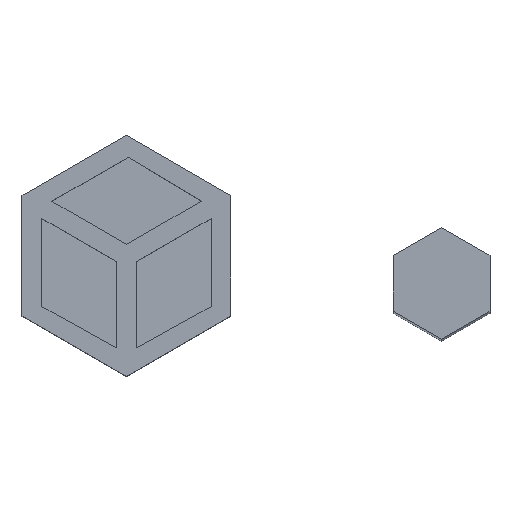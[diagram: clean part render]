
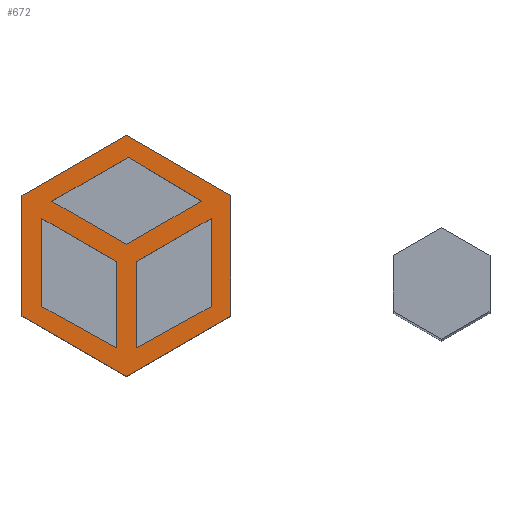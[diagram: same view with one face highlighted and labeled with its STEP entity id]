
A CAD part, top view. The second image highlights one B-rep face of the part: STEP entity #672.
In plain terms, the highlighted planar face has unit normal (0, 0, 1).
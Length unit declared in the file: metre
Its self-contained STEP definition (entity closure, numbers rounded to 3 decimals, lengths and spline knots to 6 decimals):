
#94=ORIENTED_EDGE('',*,*,#240,.F.);
#95=ORIENTED_EDGE('',*,*,#244,.T.);
#96=ORIENTED_EDGE('',*,*,#247,.F.);
#97=ORIENTED_EDGE('',*,*,#253,.F.);
#98=ORIENTED_EDGE('',*,*,#230,.F.);
#99=ORIENTED_EDGE('',*,*,#234,.T.);
#100=ORIENTED_EDGE('',*,*,#237,.T.);
#101=ORIENTED_EDGE('',*,*,#251,.F.);
#102=ORIENTED_EDGE('',*,*,#220,.F.);
#103=ORIENTED_EDGE('',*,*,#224,.T.);
#104=ORIENTED_EDGE('',*,*,#227,.T.);
#105=ORIENTED_EDGE('',*,*,#249,.T.);
#106=ORIENTED_EDGE('',*,*,#204,.T.);
#107=ORIENTED_EDGE('',*,*,#208,.T.);
#108=ORIENTED_EDGE('',*,*,#211,.T.);
#109=ORIENTED_EDGE('',*,*,#214,.T.);
#110=ORIENTED_EDGE('',*,*,#217,.T.);
#111=ORIENTED_EDGE('',*,*,#255,.T.);
#204=EDGE_CURVE('',#295,#294,#354,.T.);
#208=EDGE_CURVE('',#294,#297,#358,.T.);
#211=EDGE_CURVE('',#297,#299,#361,.T.);
#214=EDGE_CURVE('',#299,#301,#364,.T.);
#217=EDGE_CURVE('',#301,#303,#367,.T.);
#220=EDGE_CURVE('',#306,#307,#370,.T.);
#224=EDGE_CURVE('',#306,#309,#374,.T.);
#227=EDGE_CURVE('',#309,#311,#377,.T.);
#230=EDGE_CURVE('',#314,#315,#380,.T.);
#234=EDGE_CURVE('',#314,#317,#384,.T.);
#237=EDGE_CURVE('',#317,#319,#387,.T.);
#240=EDGE_CURVE('',#322,#323,#390,.T.);
#244=EDGE_CURVE('',#322,#325,#394,.T.);
#247=EDGE_CURVE('',#327,#325,#397,.T.);
#249=EDGE_CURVE('',#311,#307,#399,.T.);
#251=EDGE_CURVE('',#315,#319,#401,.T.);
#253=EDGE_CURVE('',#323,#327,#403,.T.);
#255=EDGE_CURVE('',#303,#295,#405,.T.);
#294=VERTEX_POINT('',#932);
#295=VERTEX_POINT('',#934);
#297=VERTEX_POINT('',#940);
#299=VERTEX_POINT('',#946);
#301=VERTEX_POINT('',#952);
#303=VERTEX_POINT('',#958);
#306=VERTEX_POINT('',#965);
#307=VERTEX_POINT('',#967);
#309=VERTEX_POINT('',#973);
#311=VERTEX_POINT('',#979);
#314=VERTEX_POINT('',#986);
#315=VERTEX_POINT('',#988);
#317=VERTEX_POINT('',#994);
#319=VERTEX_POINT('',#1000);
#322=VERTEX_POINT('',#1007);
#323=VERTEX_POINT('',#1009);
#325=VERTEX_POINT('',#1015);
#327=VERTEX_POINT('',#1021);
#354=LINE('',#933,#444);
#358=LINE('',#941,#448);
#361=LINE('',#947,#451);
#364=LINE('',#953,#454);
#367=LINE('',#959,#457);
#370=LINE('',#966,#460);
#374=LINE('',#974,#464);
#377=LINE('',#980,#467);
#380=LINE('',#987,#470);
#384=LINE('',#995,#474);
#387=LINE('',#1001,#477);
#390=LINE('',#1008,#480);
#394=LINE('',#1016,#484);
#397=LINE('',#1022,#487);
#399=LINE('',#1025,#489);
#401=LINE('',#1028,#491);
#403=LINE('',#1031,#493);
#405=LINE('',#1034,#495);
#444=VECTOR('',#762,1.);
#448=VECTOR('',#768,1.);
#451=VECTOR('',#773,1.);
#454=VECTOR('',#778,1.);
#457=VECTOR('',#783,1.);
#460=VECTOR('',#788,1.);
#464=VECTOR('',#794,1.);
#467=VECTOR('',#799,1.);
#470=VECTOR('',#804,1.);
#474=VECTOR('',#810,1.);
#477=VECTOR('',#815,1.);
#480=VECTOR('',#820,1.);
#484=VECTOR('',#826,1.);
#487=VECTOR('',#831,1.);
#489=VECTOR('',#835,1.);
#491=VECTOR('',#839,1.);
#493=VECTOR('',#843,1.);
#495=VECTOR('',#847,1.);
#550=EDGE_LOOP('',(#94,#95,#96,#97));
#551=EDGE_LOOP('',(#98,#99,#100,#101));
#552=EDGE_LOOP('',(#102,#103,#104,#105));
#553=EDGE_LOOP('',(#106,#107,#108,#109,#110,#111));
#592=FACE_BOUND('',#550,.T.);
#593=FACE_BOUND('',#551,.T.);
#594=FACE_BOUND('',#552,.T.);
#595=FACE_BOUND('',#553,.T.);
#634=PLANE('',#735);
#672=ADVANCED_FACE('',(#592,#593,#594,#595),#634,.T.);
#735=AXIS2_PLACEMENT_3D('',#1035,#848,#849);
#762=DIRECTION('',(0.866,0.5,0.));
#768=DIRECTION('',(0.,1.,0.));
#773=DIRECTION('',(-0.866,0.5,0.));
#778=DIRECTION('',(-0.866,-0.5,0.));
#783=DIRECTION('',(0.,-1.,0.));
#788=DIRECTION('',(0.875,0.485,0.));
#794=DIRECTION('',(0.,1.,0.));
#799=DIRECTION('',(0.866,0.5,0.));
#804=DIRECTION('',(0.866,-0.5,0.));
#810=DIRECTION('',(0.866,0.5,0.));
#815=DIRECTION('',(0.857,-0.515,0.));
#820=DIRECTION('',(0.,-1.,0.));
#826=DIRECTION('',(0.866,-0.5,0.));
#831=DIRECTION('',(0.,1.,0.));
#835=DIRECTION('',(0.,-1.,0.));
#839=DIRECTION('',(0.866,0.5,0.));
#843=DIRECTION('',(0.875,-0.485,0.));
#847=DIRECTION('',(0.866,-0.5,0.));
#848=DIRECTION('',(0.,0.,1.));
#849=DIRECTION('',(1.,0.,0.));
#932=CARTESIAN_POINT('',(-0.005323,-0.004579,-0.046));
#933=CARTESIAN_POINT('',(-0.010563,-0.007605,-0.046));
#934=CARTESIAN_POINT('',(-0.015804,-0.01063,-0.046));
#940=CARTESIAN_POINT('',(-0.005323,0.007523,-0.046));
#941=CARTESIAN_POINT('',(-0.005323,0.001472,-0.046));
#946=CARTESIAN_POINT('',(-0.015804,0.013574,-0.046));
#947=CARTESIAN_POINT('',(-0.010563,0.010548,-0.046));
#952=CARTESIAN_POINT('',(-0.026284,0.007523,-0.046));
#953=CARTESIAN_POINT('',(-0.021044,0.010548,-0.046));
#958=CARTESIAN_POINT('',(-0.026284,-0.004579,-0.046));
#959=CARTESIAN_POINT('',(-0.026284,0.001472,-0.046));
#965=CARTESIAN_POINT('',(-0.014804,-0.007767,-0.046));
#966=CARTESIAN_POINT('',(-0.011063,-0.005693,-0.046));
#967=CARTESIAN_POINT('',(-0.007323,-0.00362,-0.046));
#973=CARTESIAN_POINT('',(-0.014804,0.000894,-0.046));
#974=CARTESIAN_POINT('',(-0.014804,-0.003436,-0.046));
#979=CARTESIAN_POINT('',(-0.007323,0.005213,-0.046));
#980=CARTESIAN_POINT('',(-0.011063,0.003054,-0.046));
#986=CARTESIAN_POINT('',(-0.023284,0.006945,-0.046));
#987=CARTESIAN_POINT('',(-0.019544,0.004786,-0.046));
#988=CARTESIAN_POINT('',(-0.015804,0.002626,-0.046));
#994=CARTESIAN_POINT('',(-0.015634,0.011362,-0.046));
#995=CARTESIAN_POINT('',(-0.019459,0.009154,-0.046));
#1000=CARTESIAN_POINT('',(-0.008303,0.006957,-0.046));
#1001=CARTESIAN_POINT('',(-0.011969,0.00916,-0.046));
#1007=CARTESIAN_POINT('',(-0.024284,0.005213,-0.046));
#1008=CARTESIAN_POINT('',(-0.024284,0.000797,-0.046));
#1009=CARTESIAN_POINT('',(-0.024284,-0.00362,-0.046));
#1015=CARTESIAN_POINT('',(-0.016804,0.000894,-0.046));
#1016=CARTESIAN_POINT('',(-0.020544,0.003054,-0.046));
#1021=CARTESIAN_POINT('',(-0.016804,-0.007767,-0.046));
#1022=CARTESIAN_POINT('',(-0.016804,-0.003436,-0.046));
#1025=CARTESIAN_POINT('',(-0.007323,0.000797,-0.046));
#1028=CARTESIAN_POINT('',(-0.012053,0.004792,-0.046));
#1031=CARTESIAN_POINT('',(-0.020544,-0.005693,-0.046));
#1034=CARTESIAN_POINT('',(-0.021044,-0.007605,-0.046));
#1035=CARTESIAN_POINT('',(-0.015804,0.001472,-0.046));
